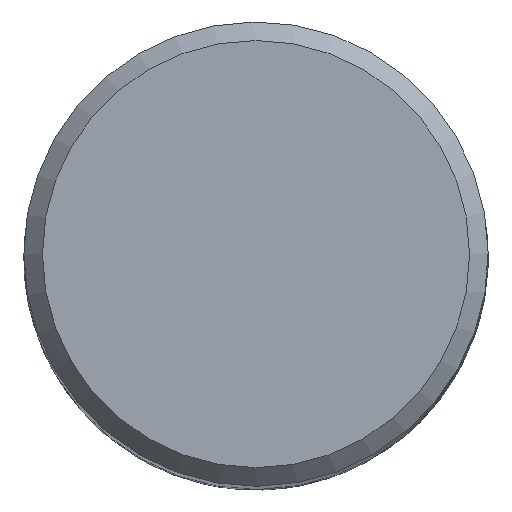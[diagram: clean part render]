
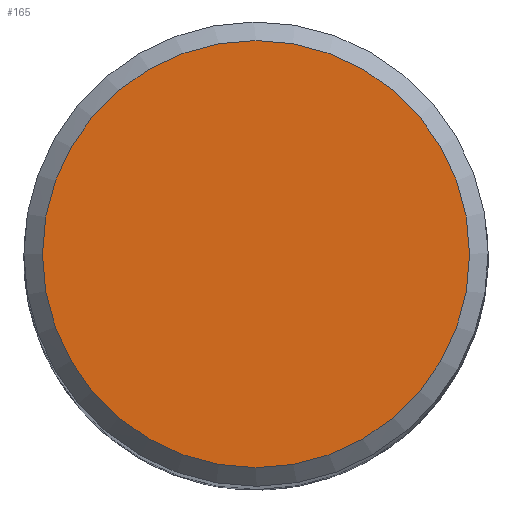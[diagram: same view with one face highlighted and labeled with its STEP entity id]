
A CAD part, top view. The second image highlights one B-rep face of the part: STEP entity #165.
In plain terms, the highlighted planar face has unit normal (0, 0, 1).
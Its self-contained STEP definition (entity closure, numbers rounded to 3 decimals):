
#165=ADVANCED_FACE('CU_SU3',(#172),#170,.F.);
#170=PLANE('',#413);
#172=FACE_OUTER_BOUND('',#204,.T.);
#204=EDGE_LOOP('',(#238));
#238=ORIENTED_EDGE('',*,*,#275,.F.);
#257=VERTEX_POINT('',#577);
#275=EDGE_CURVE('',#257,#257,#292,.T.);
#292=CIRCLE('',#412,11.5);
#412=AXIS2_PLACEMENT_3D('',#576,#496,#497);
#413=AXIS2_PLACEMENT_3D('',#578,#498,#499);
#496=DIRECTION('',(0.,0.,-1.));
#497=DIRECTION('',(-1.,0.,0.));
#498=DIRECTION('',(0.,0.,-1.));
#499=DIRECTION('',(-1.,0.,0.));
#576=CARTESIAN_POINT('',(0.,0.,0.));
#577=CARTESIAN_POINT('',(-11.5,0.,0.));
#578=CARTESIAN_POINT('',(0.,0.,0.));
